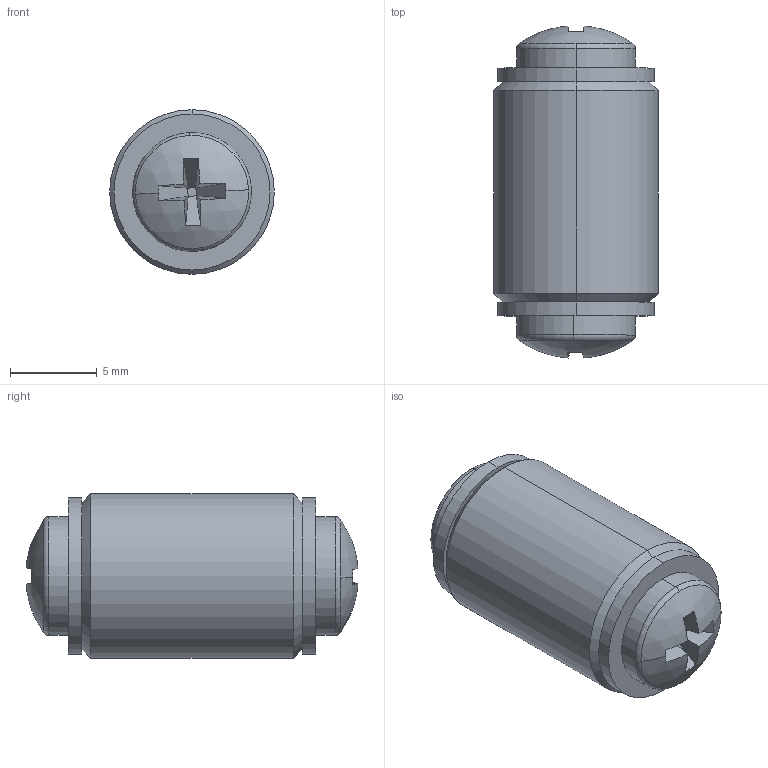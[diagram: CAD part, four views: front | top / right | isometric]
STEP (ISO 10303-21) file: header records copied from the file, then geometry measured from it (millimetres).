
FILE_DESCRIPTION (( 'STEP AP214' ), '1' );
FILE_NAME ('273-CSO-13-10.STEP', '2015-06-29T13:54:33', ( 'allectra' ), ( 'Microsoft' ), 'SwSTEP 2.0', 'SolidWorks 2014', '' );
FILE_SCHEMA (( 'AUTOMOTIVE_DESIGN' ));
Length unit declared in the file: millimetre
Products named in the file (4): Scheibe DIN 125_Washer DIN 125 - A 4.3; CR-PHMS 0.138-32x0.25x0.25-N_CR-PHMS 0.138-32x0.25x0.25-N; 9273-CSO-X-X_9273-CSO-13-10; 273-CSO-13-10
Assembly tree (5 placements, depth 2):
  273-CSO-13-10
    9273-CSO-X-X_9273-CSO-13-10
    CR-PHMS 0.138-32x0.25x0.25-N_CR-PHMS 0.138-32x0.25x0.25-N  x2
    Scheibe DIN 125_Washer DIN 125 - A 4.3  x2
Bounding box: 9.5 x 19.15 x 9.5 mm (x, y, z)
Volume: 1147.4 mm3; surface area: 1244.9 mm2
Topology: 5 solids, 5 shells, 68 faces, 144 edges, 88 vertices
Faces by surface type: plane 36, cylinder 20, cone 4, torus 4, sphere 4
Entity records: 1254 total; most frequent: DIRECTION 226, CARTESIAN_POINT 179, ORIENTED_EDGE 164, AXIS2_PLACEMENT_3D 97, EDGE_CURVE 82, VERTEX_POINT 50, CIRCLE 50, EDGE_LOOP 44
